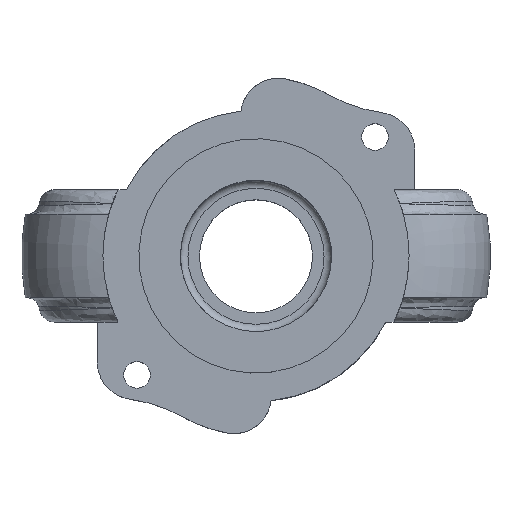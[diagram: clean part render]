
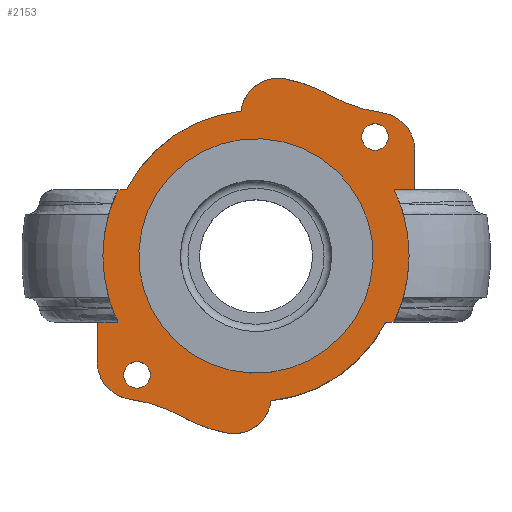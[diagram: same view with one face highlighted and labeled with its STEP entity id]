
A CAD part, top view. The second image highlights one B-rep face of the part: STEP entity #2153.
In plain terms, the highlighted planar face has unit normal (0, 0, 1).
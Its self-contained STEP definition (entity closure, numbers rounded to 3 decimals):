
#181=FACE_BOUND('',#417,.T.);
#182=FACE_BOUND('',#418,.T.);
#183=FACE_BOUND('',#419,.T.);
#207=PLANE('',#2354);
#294=FACE_OUTER_BOUND('',#416,.T.);
#416=EDGE_LOOP('',(#1716,#1717,#1718,#1719,#1720,#1721,#1722,#1723,#1724,
#1725,#1726,#1727,#1728,#1729,#1730,#1731,#1732,#1733,#1734,#1735,#1736,
#1737));
#417=EDGE_LOOP('',(#1738));
#418=EDGE_LOOP('',(#1739,#1740));
#419=EDGE_LOOP('',(#1741,#1742));
#491=LINE('',#4129,#578);
#498=LINE('',#4537,#585);
#509=LINE('',#4584,#596);
#514=LINE('',#4624,#601);
#522=LINE('',#4974,#609);
#523=LINE('',#4977,#610);
#524=LINE('',#4986,#611);
#525=LINE('',#4989,#612);
#578=VECTOR('',#2657,10.);
#585=VECTOR('',#2698,10.);
#596=VECTOR('',#2727,10.);
#601=VECTOR('',#2734,10.);
#609=VECTOR('',#2762,10.);
#610=VECTOR('',#2765,10.);
#611=VECTOR('',#2774,10.);
#612=VECTOR('',#2777,10.);
#636=CIRCLE('',#2215,15.5);
#652=CIRCLE('',#2237,1.75);
#653=CIRCLE('',#2238,1.75);
#655=CIRCLE('',#2241,1.75);
#656=CIRCLE('',#2242,1.75);
#690=CIRCLE('',#2291,19.247);
#698=CIRCLE('',#2300,19.247);
#714=CIRCLE('',#2322,20.25);
#719=CIRCLE('',#2329,20.25);
#723=CIRCLE('',#2345,22.);
#728=CIRCLE('',#2355,5.);
#729=CIRCLE('',#2356,20.);
#730=CIRCLE('',#2357,20.);
#731=CIRCLE('',#2358,5.);
#732=CIRCLE('',#2359,22.);
#733=CIRCLE('',#2360,5.);
#734=CIRCLE('',#2361,20.);
#735=CIRCLE('',#2362,20.);
#736=CIRCLE('',#2363,5.);
#757=VERTEX_POINT('',#2923);
#772=VERTEX_POINT('',#2963);
#773=VERTEX_POINT('',#2964);
#775=VERTEX_POINT('',#2971);
#776=VERTEX_POINT('',#2972);
#829=VERTEX_POINT('',#3249);
#830=VERTEX_POINT('',#3251);
#850=VERTEX_POINT('',#3440);
#851=VERTEX_POINT('',#3442);
#887=VERTEX_POINT('',#4127);
#894=VERTEX_POINT('',#4171);
#903=VERTEX_POINT('',#4405);
#904=VERTEX_POINT('',#4416);
#917=VERTEX_POINT('',#4581);
#918=VERTEX_POINT('',#4583);
#923=VERTEX_POINT('',#4621);
#924=VERTEX_POINT('',#4623);
#928=VERTEX_POINT('',#4659);
#937=VERTEX_POINT('',#4976);
#938=VERTEX_POINT('',#4978);
#939=VERTEX_POINT('',#4980);
#940=VERTEX_POINT('',#4982);
#941=VERTEX_POINT('',#4985);
#942=VERTEX_POINT('',#4988);
#943=VERTEX_POINT('',#4990);
#944=VERTEX_POINT('',#4992);
#945=VERTEX_POINT('',#4994);
#970=EDGE_CURVE('',#757,#757,#636,.T.);
#989=EDGE_CURVE('',#772,#773,#652,.T.);
#990=EDGE_CURVE('',#773,#772,#653,.T.);
#993=EDGE_CURVE('',#775,#776,#655,.T.);
#994=EDGE_CURVE('',#776,#775,#656,.T.);
#1061=EDGE_CURVE('',#829,#830,#690,.T.);
#1086=EDGE_CURVE('',#850,#851,#698,.T.);
#1139=EDGE_CURVE('',#887,#850,#491,.T.);
#1149=EDGE_CURVE('',#894,#887,#714,.T.);
#1165=EDGE_CURVE('',#903,#904,#719,.T.);
#1176=EDGE_CURVE('',#904,#829,#498,.T.);
#1193=EDGE_CURVE('',#918,#917,#509,.T.);
#1200=EDGE_CURVE('',#924,#923,#514,.T.);
#1205=EDGE_CURVE('',#918,#928,#723,.T.);
#1221=EDGE_CURVE('',#903,#928,#522,.T.);
#1222=EDGE_CURVE('',#917,#937,#523,.T.);
#1223=EDGE_CURVE('',#937,#938,#728,.T.);
#1224=EDGE_CURVE('',#938,#939,#729,.T.);
#1225=EDGE_CURVE('',#939,#940,#730,.T.);
#1226=EDGE_CURVE('',#940,#851,#731,.T.);
#1227=EDGE_CURVE('',#894,#941,#524,.T.);
#1228=EDGE_CURVE('',#924,#941,#732,.T.);
#1229=EDGE_CURVE('',#923,#942,#525,.T.);
#1230=EDGE_CURVE('',#942,#943,#733,.T.);
#1231=EDGE_CURVE('',#943,#944,#734,.T.);
#1232=EDGE_CURVE('',#944,#945,#735,.T.);
#1233=EDGE_CURVE('',#945,#830,#736,.T.);
#1716=ORIENTED_EDGE('',*,*,#1205,.F.);
#1717=ORIENTED_EDGE('',*,*,#1193,.T.);
#1718=ORIENTED_EDGE('',*,*,#1222,.T.);
#1719=ORIENTED_EDGE('',*,*,#1223,.T.);
#1720=ORIENTED_EDGE('',*,*,#1224,.T.);
#1721=ORIENTED_EDGE('',*,*,#1225,.T.);
#1722=ORIENTED_EDGE('',*,*,#1226,.T.);
#1723=ORIENTED_EDGE('',*,*,#1086,.F.);
#1724=ORIENTED_EDGE('',*,*,#1139,.F.);
#1725=ORIENTED_EDGE('',*,*,#1149,.F.);
#1726=ORIENTED_EDGE('',*,*,#1227,.T.);
#1727=ORIENTED_EDGE('',*,*,#1228,.F.);
#1728=ORIENTED_EDGE('',*,*,#1200,.T.);
#1729=ORIENTED_EDGE('',*,*,#1229,.T.);
#1730=ORIENTED_EDGE('',*,*,#1230,.T.);
#1731=ORIENTED_EDGE('',*,*,#1231,.T.);
#1732=ORIENTED_EDGE('',*,*,#1232,.T.);
#1733=ORIENTED_EDGE('',*,*,#1233,.T.);
#1734=ORIENTED_EDGE('',*,*,#1061,.F.);
#1735=ORIENTED_EDGE('',*,*,#1176,.F.);
#1736=ORIENTED_EDGE('',*,*,#1165,.F.);
#1737=ORIENTED_EDGE('',*,*,#1221,.T.);
#1738=ORIENTED_EDGE('',*,*,#970,.T.);
#1739=ORIENTED_EDGE('',*,*,#989,.T.);
#1740=ORIENTED_EDGE('',*,*,#990,.T.);
#1741=ORIENTED_EDGE('',*,*,#993,.T.);
#1742=ORIENTED_EDGE('',*,*,#994,.T.);
#2153=ADVANCED_FACE('',(#294,#181,#182,#183),#207,.F.);
#2215=AXIS2_PLACEMENT_3D('',#2924,#2424,#2425);
#2237=AXIS2_PLACEMENT_3D('',#2965,#2471,#2472);
#2238=AXIS2_PLACEMENT_3D('',#2966,#2473,#2474);
#2241=AXIS2_PLACEMENT_3D('',#2973,#2480,#2481);
#2242=AXIS2_PLACEMENT_3D('',#2974,#2482,#2483);
#2291=AXIS2_PLACEMENT_3D('',#3252,#2594,#2595);
#2300=AXIS2_PLACEMENT_3D('',#3443,#2616,#2617);
#2322=AXIS2_PLACEMENT_3D('',#4182,#2670,#2671);
#2329=AXIS2_PLACEMENT_3D('',#4417,#2686,#2687);
#2345=AXIS2_PLACEMENT_3D('',#4660,#2739,#2740);
#2354=AXIS2_PLACEMENT_3D('',#4975,#2763,#2764);
#2355=AXIS2_PLACEMENT_3D('',#4979,#2766,#2767);
#2356=AXIS2_PLACEMENT_3D('',#4981,#2768,#2769);
#2357=AXIS2_PLACEMENT_3D('',#4983,#2770,#2771);
#2358=AXIS2_PLACEMENT_3D('',#4984,#2772,#2773);
#2359=AXIS2_PLACEMENT_3D('',#4987,#2775,#2776);
#2360=AXIS2_PLACEMENT_3D('',#4991,#2778,#2779);
#2361=AXIS2_PLACEMENT_3D('',#4993,#2780,#2781);
#2362=AXIS2_PLACEMENT_3D('',#4995,#2782,#2783);
#2363=AXIS2_PLACEMENT_3D('',#4996,#2784,#2785);
#2424=DIRECTION('center_axis',(0.,0.,-1.));
#2425=DIRECTION('ref_axis',(-0.975,0.222,0.));
#2471=DIRECTION('center_axis',(0.,0.,-1.));
#2472=DIRECTION('ref_axis',(1.,0.,0.));
#2473=DIRECTION('center_axis',(0.,0.,-1.));
#2474=DIRECTION('ref_axis',(1.,0.,0.));
#2480=DIRECTION('center_axis',(0.,0.,-1.));
#2481=DIRECTION('ref_axis',(1.,0.,0.));
#2482=DIRECTION('center_axis',(0.,0.,-1.));
#2483=DIRECTION('ref_axis',(1.,0.,0.));
#2594=DIRECTION('center_axis',(0.,0.,-1.));
#2595=DIRECTION('ref_axis',(-1.,0.,0.));
#2616=DIRECTION('center_axis',(0.,0.,-1.));
#2617=DIRECTION('ref_axis',(-1.,0.,0.));
#2657=DIRECTION('',(1.,0.,0.));
#2670=DIRECTION('center_axis',(0.,0.,-1.));
#2671=DIRECTION('ref_axis',(-1.,0.,0.));
#2686=DIRECTION('center_axis',(0.,0.,-1.));
#2687=DIRECTION('ref_axis',(-1.,0.,0.));
#2698=DIRECTION('',(-1.,0.,0.));
#2727=DIRECTION('',(1.,0.,0.));
#2734=DIRECTION('',(-1.,0.,0.));
#2739=DIRECTION('center_axis',(0.,0.,-1.));
#2740=DIRECTION('ref_axis',(0.988,0.152,0.));
#2762=DIRECTION('',(1.,0.,0.));
#2763=DIRECTION('center_axis',(0.,0.,-1.));
#2764=DIRECTION('ref_axis',(-1.,0.,0.));
#2765=DIRECTION('',(0.,1.,0.));
#2766=DIRECTION('center_axis',(0.,0.,1.));
#2767=DIRECTION('ref_axis',(1.,0.,0.));
#2768=DIRECTION('center_axis',(0.,0.,-1.));
#2769=DIRECTION('ref_axis',(0.486,0.874,0.));
#2770=DIRECTION('center_axis',(0.,0.,1.));
#2771=DIRECTION('ref_axis',(-0.25,-0.968,0.));
#2772=DIRECTION('center_axis',(0.,0.,1.));
#2773=DIRECTION('ref_axis',(0.197,0.98,0.));
#2774=DIRECTION('',(-1.,0.,0.));
#2775=DIRECTION('center_axis',(0.,0.,-1.));
#2776=DIRECTION('ref_axis',(-0.988,-0.152,0.));
#2777=DIRECTION('',(0.,-1.,0.));
#2778=DIRECTION('center_axis',(0.,0.,1.));
#2779=DIRECTION('ref_axis',(-1.,0.,0.));
#2780=DIRECTION('center_axis',(0.,0.,-1.));
#2781=DIRECTION('ref_axis',(-0.486,-0.874,0.));
#2782=DIRECTION('center_axis',(0.,0.,1.));
#2783=DIRECTION('ref_axis',(0.25,0.968,0.));
#2784=DIRECTION('center_axis',(0.,0.,1.));
#2785=DIRECTION('ref_axis',(-0.197,-0.98,0.));
#2923=CARTESIAN_POINT('',(15.114,-3.436,-1.628));
#2924=CARTESIAN_POINT('Origin',(0.,0.,-1.628));
#2963=CARTESIAN_POINT('',(17.483,15.733,-1.628));
#2964=CARTESIAN_POINT('',(13.983,15.733,-1.628));
#2965=CARTESIAN_POINT('Origin',(15.733,15.733,-1.628));
#2966=CARTESIAN_POINT('Origin',(15.733,15.733,-1.628));
#2971=CARTESIAN_POINT('',(-13.983,-15.733,-1.628));
#2972=CARTESIAN_POINT('',(-17.483,-15.733,-1.628));
#2973=CARTESIAN_POINT('Origin',(-15.733,-15.733,-1.628));
#2974=CARTESIAN_POINT('Origin',(-15.733,-15.733,-1.628));
#3249=CARTESIAN_POINT('',(17.143,-8.75,-1.628));
#3251=CARTESIAN_POINT('',(2.,-19.143,-1.628));
#3252=CARTESIAN_POINT('Origin',(0.,0.,-1.628));
#3440=CARTESIAN_POINT('',(-17.143,8.75,-1.628));
#3442=CARTESIAN_POINT('',(-2.,19.143,-1.628));
#3443=CARTESIAN_POINT('Origin',(0.,0.,-1.628));
#4127=CARTESIAN_POINT('',(-18.262,8.75,-1.628));
#4129=CARTESIAN_POINT('',(-18.846,8.75,-1.628));
#4171=CARTESIAN_POINT('',(-20.217,1.15,-1.628));
#4182=CARTESIAN_POINT('Origin',(0.,0.,-1.628));
#4405=CARTESIAN_POINT('',(20.217,-1.15,-1.628));
#4416=CARTESIAN_POINT('',(18.262,-8.75,-1.628));
#4417=CARTESIAN_POINT('Origin',(0.,0.,-1.628));
#4537=CARTESIAN_POINT('',(-18.846,-8.75,-1.628));
#4581=CARTESIAN_POINT('',(21.,8.75,-1.628));
#4583=CARTESIAN_POINT('',(20.185,8.75,-1.628));
#4584=CARTESIAN_POINT('',(-18.846,8.75,-1.628));
#4621=CARTESIAN_POINT('',(-21.,-8.75,-1.628));
#4623=CARTESIAN_POINT('',(-20.185,-8.75,-1.628));
#4624=CARTESIAN_POINT('',(-18.846,-8.75,-1.628));
#4659=CARTESIAN_POINT('',(21.97,-1.15,-1.628));
#4660=CARTESIAN_POINT('Origin',(0.,0.,-1.628));
#4974=CARTESIAN_POINT('',(0.,-1.15,-1.628));
#4975=CARTESIAN_POINT('Origin',(0.,0.,-1.628));
#4976=CARTESIAN_POINT('',(21.,13.984,-1.628));
#4977=CARTESIAN_POINT('',(21.,0.,-1.628));
#4978=CARTESIAN_POINT('',(16.691,18.936,-1.628));
#4979=CARTESIAN_POINT('Origin',(16.,13.984,-1.628));
#4980=CARTESIAN_POINT('',(9.728,21.27,-1.628));
#4981=CARTESIAN_POINT('Origin',(19.455,38.744,-1.628));
#4982=CARTESIAN_POINT('',(3.945,23.402,-1.628));
#4983=CARTESIAN_POINT('Origin',(0.,3.795,-1.628));
#4984=CARTESIAN_POINT('Origin',(2.959,18.5,-1.628));
#4985=CARTESIAN_POINT('',(-21.97,1.15,-1.628));
#4986=CARTESIAN_POINT('',(0.,1.15,-1.628));
#4987=CARTESIAN_POINT('Origin',(0.,0.,-1.628));
#4988=CARTESIAN_POINT('',(-21.,-13.984,-1.628));
#4989=CARTESIAN_POINT('',(-21.,0.,-1.628));
#4990=CARTESIAN_POINT('',(-16.691,-18.936,-1.628));
#4991=CARTESIAN_POINT('Origin',(-16.,-13.984,-1.628));
#4992=CARTESIAN_POINT('',(-9.728,-21.27,-1.628));
#4993=CARTESIAN_POINT('Origin',(-19.455,-38.744,-1.628));
#4994=CARTESIAN_POINT('',(-3.945,-23.402,-1.628));
#4995=CARTESIAN_POINT('Origin',(0.,-3.795,
-1.628));
#4996=CARTESIAN_POINT('Origin',(-2.959,-18.5,-1.628));
